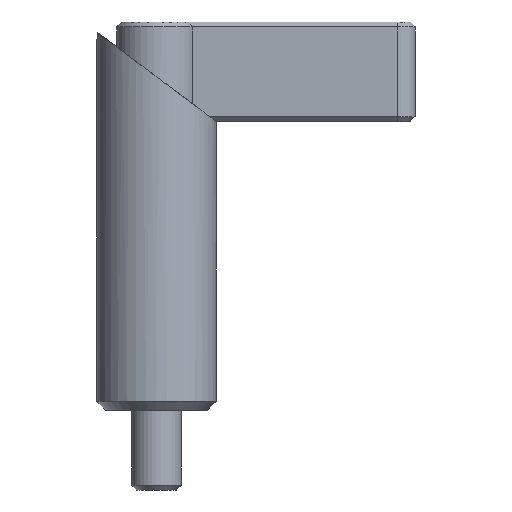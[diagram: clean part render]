
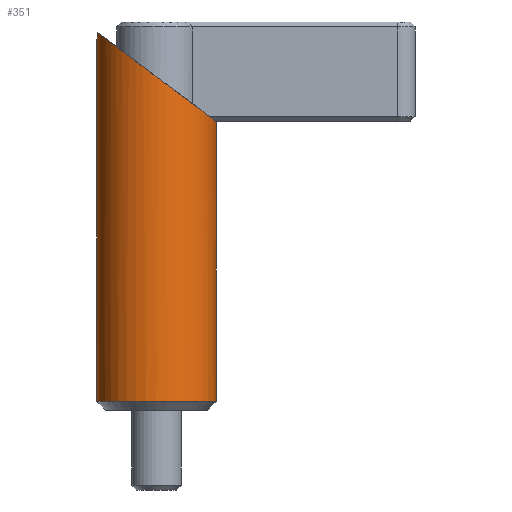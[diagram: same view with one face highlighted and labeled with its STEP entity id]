
A CAD part, front view. The second image highlights one B-rep face of the part: STEP entity #351.
In plain terms, the highlighted cylindrical face has radius 6 mm (diameter 12 mm), a partial arc.
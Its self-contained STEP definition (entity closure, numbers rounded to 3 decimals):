
#177=VERTEX_POINT('',#484);
#197=EDGE_CURVE('',#385,#341,#508,.T.);
#201=EDGE_CURVE('',#341,#229,#512,.T.);
#229=VERTEX_POINT('',#541);
#341=VERTEX_POINT('',#668);
#351=ADVANCED_FACE('',(#680),#681,.T.);
#375=EDGE_CURVE('',#177,#229,#709,.T.);
#385=VERTEX_POINT('',#721);
#431=EDGE_CURVE('',#385,#447,#771,.T.);
#447=VERTEX_POINT('',#789);
#461=EDGE_CURVE('',#177,#447,#804,.T.);
#484=CARTESIAN_POINT('',(-6.0,0.,0.9));
#508=ELLIPSE('',#850,7.5,6.0);
#512=B_SPLINE_CURVE_WITH_KNOTS('',3,(#856,#857,#858,#859,#860,#861,#862,#863),.UNSPECIFIED.,.F.,.F.,(4,2,2,4),(0.61,1.044,1.566,2.087),.UNSPECIFIED.);
#541=CARTESIAN_POINT('',(-6.,0.,37.138));
#668=CARTESIAN_POINT('',(-5.871,-1.236,37.904));
#680=FACE_OUTER_BOUND('',#1091,.T.);
#681=CYLINDRICAL_SURFACE('',#1092,6.0);
#709=LINE('',#1125,#1126);
#721=CARTESIAN_POINT('',(6.0,0.,29.0));
#771=LINE('',#1207,#1208);
#789=CARTESIAN_POINT('',(6.0,0.,0.9));
#804=CIRCLE('',#1253,6.0);
#850=AXIS2_PLACEMENT_3D('',#1277,#1278,#1279);
#856=CARTESIAN_POINT('',(-5.871,-1.236,37.904));
#857=CARTESIAN_POINT('',(-5.886,-1.168,37.767));
#858=CARTESIAN_POINT('',(-5.903,-1.077,37.643));
#859=CARTESIAN_POINT('',(-5.94,-0.854,37.42));
#860=CARTESIAN_POINT('',(-5.962,-0.699,37.313));
#861=CARTESIAN_POINT('',(-5.992,-0.359,37.172));
#862=CARTESIAN_POINT('',(-6.,-0.174,37.138));
#863=CARTESIAN_POINT('',(-6.,0.,37.138));
#1091=EDGE_LOOP('',(#1490,#1491,#1492,#1493,#1494));
#1092=AXIS2_PLACEMENT_3D('',#1495,#1496,#1497);
#1125=CARTESIAN_POINT('',(-6.0,0.,19.45));
#1126=VECTOR('',#1542,1.0);
#1207=CARTESIAN_POINT('',(6.0,0.,19.45));
#1208=VECTOR('',#1613,1.0);
#1253=AXIS2_PLACEMENT_3D('',#1652,#1653,#1654);
#1277=CARTESIAN_POINT('',(0.,0.,33.5));
#1278=DIRECTION('',(-0.6,0.,-0.8));
#1279=DIRECTION('',(-0.8,0.,0.6));
#1490=ORIENTED_EDGE('',*,*,#375,.F.);
#1491=ORIENTED_EDGE('',*,*,#461,.T.);
#1492=ORIENTED_EDGE('',*,*,#431,.F.);
#1493=ORIENTED_EDGE('',*,*,#197,.T.);
#1494=ORIENTED_EDGE('',*,*,#201,.T.);
#1495=CARTESIAN_POINT('',(0.,0.,19.45));
#1496=DIRECTION('',(0.,0.,-1.0));
#1497=DIRECTION('',(-1.0,0.,0.));
#1542=DIRECTION('',(0.,0.,1.0));
#1613=DIRECTION('',(0.,0.,-1.0));
#1652=CARTESIAN_POINT('',(0.,0.,0.9));
#1653=DIRECTION('',(0.,0.,1.0));
#1654=DIRECTION('',(-1.0,0.,0.));
